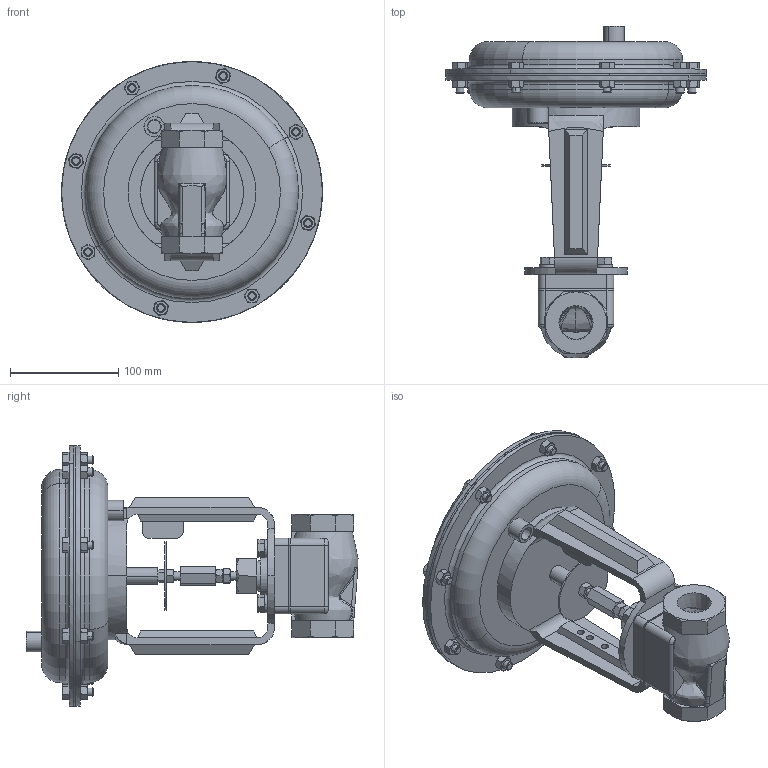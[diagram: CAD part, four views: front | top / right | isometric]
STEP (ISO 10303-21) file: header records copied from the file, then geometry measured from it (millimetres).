
FILE_DESCRIPTION (( 'STEP AP203' ), '1' );
FILE_NAME ('78-100-ALL-PT-35M.STEP', '2017-09-26T19:33:15', ( '' ), ( '' ), 'SwSTEP 2.0', 'SolidWorks 2014', '' );
FILE_SCHEMA (( 'CONFIG_CONTROL_DESIGN' ));
Length unit declared in the file: inch
Products named in the file (1): 78-100-ALL-PT-35M
Bounding box: 241.3 x 307.19 x 241.3 mm (x, y, z)
Volume: 2803048.7 mm3; surface area: 280326.4 mm2
Topology: 6 solids, 10 shells, 785 faces, 1832 edges, 1127 vertices
Faces by surface type: plane 324, cone 268, cylinder 137, bspline 40, torus 16
Entity records: 31745 total; most frequent: CARTESIAN_POINT 14906, ORIENTED_EDGE 3648, DIRECTION 3197, EDGE_CURVE 1824, AXIS2_PLACEMENT_3D 1280, VERTEX_POINT 1127, EDGE_LOOP 863, FACE_OUTER_BOUND 785
